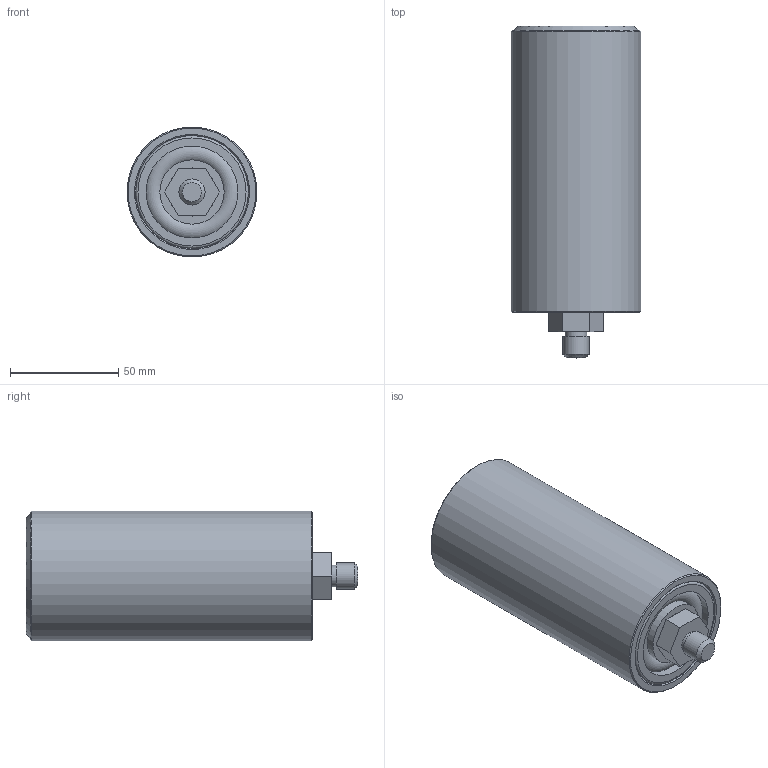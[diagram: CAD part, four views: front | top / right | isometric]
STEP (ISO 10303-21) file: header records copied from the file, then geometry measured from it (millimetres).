
FILE_DESCRIPTION (( 'STEP AP203' ), '1' );
FILE_NAME ('220512 STEP 0027.STEP', '2022-05-12T06:18:59', ( '' ), ( '' ), 'SwSTEP 2.0', 'SolidWorks 2021', '' );
FILE_SCHEMA (( 'CONFIG_CONTROL_DESIGN' ));
Length unit declared in the file: millimetre
Products named in the file (1): 220512 STEP 0027
Bounding box: 59.9 x 153 x 59.9 mm (x, y, z)
Surface area: 35333.7 mm2 (no closed solid volume)
Topology: 0 solids, 5 shells, 27 faces, 57 edges, 37 vertices
Faces by surface type: plane 13, cylinder 6, cone 5, torus 3
Full cylindrical faces by diameter (mm): 10 x1, 12 x1, 29.6 x1, 42.4 x1, 52 x1, 60 x1
Entity records: 710 total; most frequent: DIRECTION 120, CARTESIAN_POINT 104, ORIENTED_EDGE 69, AXIS2_PLACEMENT_3D 51, EDGE_LOOP 46, EDGE_CURVE 41, FACE_OUTER_BOUND 36, VERTEX_POINT 35
